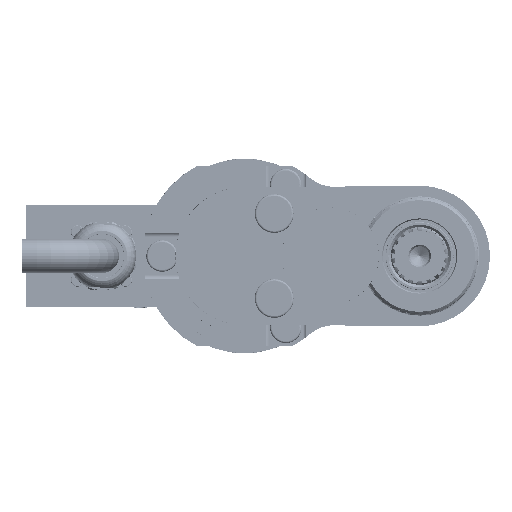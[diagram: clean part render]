
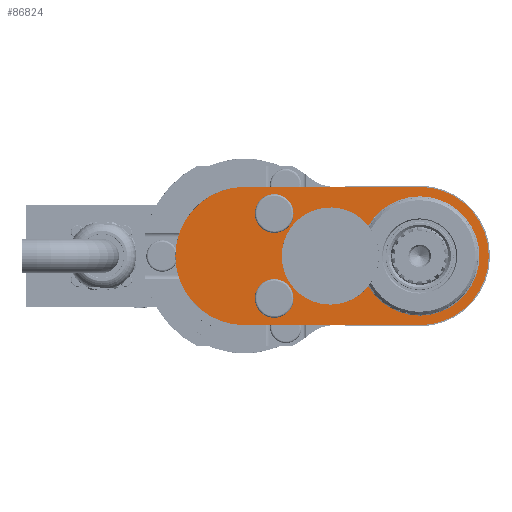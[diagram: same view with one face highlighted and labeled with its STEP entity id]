
A CAD part, left-side view. The second image highlights one B-rep face of the part: STEP entity #86824.
In plain terms, the highlighted planar face has unit normal (-1, 0, 0).
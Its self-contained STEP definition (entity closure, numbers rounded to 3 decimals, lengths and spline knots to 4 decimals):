
#3038=FACE_BOUND('',#14051,.T.);
#3039=FACE_BOUND('',#14052,.T.);
#3040=FACE_BOUND('',#14053,.T.);
#5055=PLANE('',#93037);
#9304=FACE_OUTER_BOUND('',#14050,.T.);
#14050=EDGE_LOOP('',(#73113,#73114,#73115,#73116));
#14051=EDGE_LOOP('',(#73117,#73118,#73119));
#14052=EDGE_LOOP('',(#73120));
#14053=EDGE_LOOP('',(#73121));
#17725=CIRCLE('',#92888,2.85);
#17794=CIRCLE('',#93015,2.85);
#17805=CIRCLE('',#93038,2.46);
#17806=CIRCLE('',#93039,2.005);
#17807=CIRCLE('',#93040,2.005);
#17808=CIRCLE('',#93041,0.5);
#17809=CIRCLE('',#93042,0.5);
#26659=LINE('',#177667,#33547);
#26664=LINE('',#177682,#33552);
#33547=VECTOR('',#110536,7.223);
#33552=VECTOR('',#110553,7.223);
#41178=VERTEX_POINT('',#177664);
#41179=VERTEX_POINT('',#177666);
#41182=VERTEX_POINT('',#177677);
#41183=VERTEX_POINT('',#177681);
#41301=VERTEX_POINT('',#178863);
#41302=VERTEX_POINT('',#178864);
#41303=VERTEX_POINT('',#178866);
#41304=VERTEX_POINT('',#178869);
#41305=VERTEX_POINT('',#178871);
#52335=EDGE_CURVE('',#41179,#41178,#26659,.T.);
#52341=EDGE_CURVE('',#41182,#41179,#17725,.T.);
#52343=EDGE_CURVE('',#41183,#41182,#26664,.T.);
#52502=EDGE_CURVE('',#41178,#41183,#17794,.T.);
#52530=EDGE_CURVE('',#41301,#41302,#17805,.T.);
#52531=EDGE_CURVE('',#41303,#41302,#17806,.T.);
#52532=EDGE_CURVE('',#41301,#41303,#17807,.T.);
#52533=EDGE_CURVE('',#41304,#41304,#17808,.T.);
#52534=EDGE_CURVE('',#41305,#41305,#17809,.T.);
#73113=ORIENTED_EDGE('',*,*,#52502,.T.);
#73114=ORIENTED_EDGE('',*,*,#52343,.T.);
#73115=ORIENTED_EDGE('',*,*,#52341,.T.);
#73116=ORIENTED_EDGE('',*,*,#52335,.T.);
#73117=ORIENTED_EDGE('',*,*,#52530,.T.);
#73118=ORIENTED_EDGE('',*,*,#52531,.F.);
#73119=ORIENTED_EDGE('',*,*,#52532,.F.);
#73120=ORIENTED_EDGE('',*,*,#52533,.F.);
#73121=ORIENTED_EDGE('',*,*,#52534,.F.);
#86824=ADVANCED_FACE('',(#9304,#3038,#3039,#3040),#5055,.T.);
#92888=AXIS2_PLACEMENT_3D('',#177678,#110548,#110549);
#93015=AXIS2_PLACEMENT_3D('',#178732,#110876,#110877);
#93037=AXIS2_PLACEMENT_3D('',#178862,#110931,#110932);
#93038=AXIS2_PLACEMENT_3D('',#178865,#110933,#110934);
#93039=AXIS2_PLACEMENT_3D('',#178867,#110935,#110936);
#93040=AXIS2_PLACEMENT_3D('',#178868,#110937,#110938);
#93041=AXIS2_PLACEMENT_3D('',#178870,#110939,#110940);
#93042=AXIS2_PLACEMENT_3D('',#178872,#110941,#110942);
#110536=DIRECTION('',(0.,1.,0.));
#110548=DIRECTION('center_axis',(-1.,0.,0.));
#110549=DIRECTION('ref_axis',(0.,0.,
-1.));
#110553=DIRECTION('',(0.,-1.,0.));
#110876=DIRECTION('center_axis',(-1.,0.,0.));
#110877=DIRECTION('ref_axis',(0.,0.,
1.));
#110931=DIRECTION('center_axis',(-1.,0.,0.));
#110932=DIRECTION('ref_axis',(0.,0.,
1.));
#110933=DIRECTION('center_axis',(1.,0.,0.));
#110934=DIRECTION('ref_axis',(0.,0.861,0.509));
#110935=DIRECTION('center_axis',(-1.,0.,0.));
#110936=DIRECTION('ref_axis',(0.,-0.781,0.624));
#110937=DIRECTION('center_axis',(-1.,0.,0.));
#110938=DIRECTION('ref_axis',(0.,-0.781,0.624));
#110939=DIRECTION('center_axis',(-1.,0.,0.));
#110940=DIRECTION('ref_axis',(0.,-1.,-0.009));
#110941=DIRECTION('center_axis',(-1.,0.,0.));
#110942=DIRECTION('ref_axis',(0.,0.,
1.));
#177664=CARTESIAN_POINT('',(-8.06,0.,2.85));
#177666=CARTESIAN_POINT('',(-8.06,-7.223,2.85));
#177667=CARTESIAN_POINT('',(-8.06,-7.223,2.85));
#177677=CARTESIAN_POINT('',(-8.06,-7.223,-2.85));
#177678=CARTESIAN_POINT('Origin',(-8.06,-7.223,0.));
#177681=CARTESIAN_POINT('',(-8.06,0.,-2.85));
#177682=CARTESIAN_POINT('',(-8.06,0.,-2.85));
#178732=CARTESIAN_POINT('Origin',(-8.06,0.,
0.));
#178862=CARTESIAN_POINT('Origin',(-8.06,-7.223,0.));
#178863=CARTESIAN_POINT('',(-8.06,-5.1048,1.251));
#178864=CARTESIAN_POINT('',(-8.06,-5.1048,-1.251));
#178865=CARTESIAN_POINT('Origin',(-8.06,-7.223,0.));
#178866=CARTESIAN_POINT('',(-8.06,-3.538,-2.005));
#178867=CARTESIAN_POINT('Origin',(-8.06,-3.538,0.));
#178868=CARTESIAN_POINT('Origin',(-8.06,-3.538,0.));
#178869=CARTESIAN_POINT('',(-8.06,-1.723,-1.7544));
#178870=CARTESIAN_POINT('Origin',(-8.06,-1.223,-1.75));
#178871=CARTESIAN_POINT('',(-8.06,-1.223,2.25));
#178872=CARTESIAN_POINT('Origin',(-8.06,-1.223,1.75));
